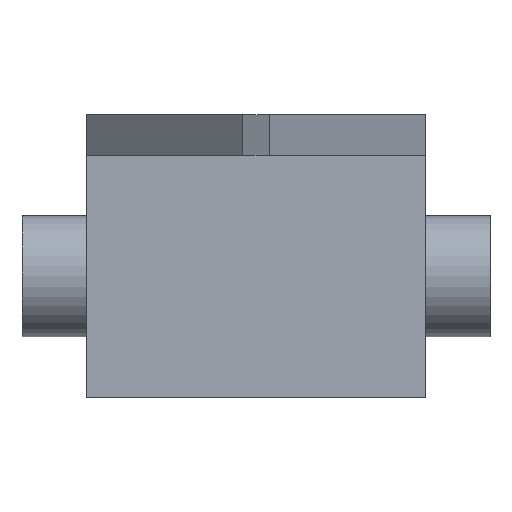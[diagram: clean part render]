
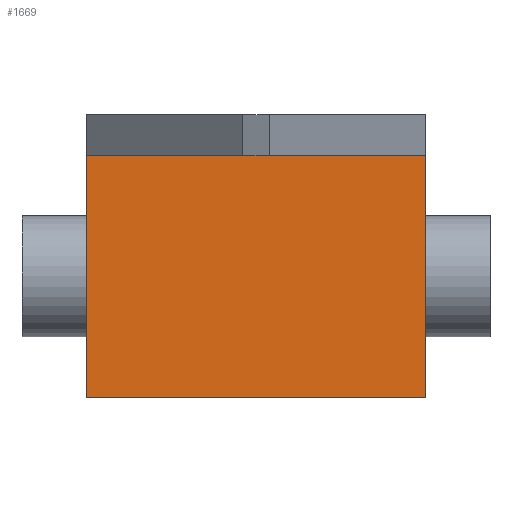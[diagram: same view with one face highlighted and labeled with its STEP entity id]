
A CAD part, left-side view. The second image highlights one B-rep face of the part: STEP entity #1669.
In plain terms, the highlighted planar face has unit normal (-1, 0, 0).
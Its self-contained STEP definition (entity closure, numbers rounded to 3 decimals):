
#17 = CARTESIAN_POINT ( 'NONE',  ( 0., 10.5, 0. ) ) ;
#140 = EDGE_CURVE ( 'NONE', #1646, #1343, #463, .T. ) ;
#190 = VECTOR ( 'NONE', #1551, 1000. ) ;
#198 = VECTOR ( 'NONE', #558, 1000. ) ;
#218 = CARTESIAN_POINT ( 'NONE',  ( 0., 10.5, 0. ) ) ;
#273 = VERTEX_POINT ( 'NONE', #1380 ) ;
#330 = VECTOR ( 'NONE', #1492, 1000. ) ;
#399 = LINE ( 'NONE', #1328, #330 ) ;
#434 = LINE ( 'NONE', #218, #198 ) ;
#463 = LINE ( 'NONE', #1026, #190 ) ;
#550 = DIRECTION ( 'NONE',  ( 0., 0., -1. ) ) ;
#558 = DIRECTION ( 'NONE',  ( 0., -1., 0. ) ) ;
#607 = ORIENTED_EDGE ( 'NONE', *, *, #140, .F. ) ;
#611 = ORIENTED_EDGE ( 'NONE', *, *, #859, .T. ) ;
#657 = EDGE_LOOP ( 'NONE', ( #774, #972, #611, #607 ) ) ;
#705 = DIRECTION ( 'NONE',  ( 0., 0., 1. ) ) ;
#774 = ORIENTED_EDGE ( 'NONE', *, *, #1609, .F. ) ;
#859 = EDGE_CURVE ( 'NONE', #1992, #1343, #434, .T. ) ;
#938 = VECTOR ( 'NONE', #550, 1000. ) ;
#972 = ORIENTED_EDGE ( 'NONE', *, *, #1387, .T. ) ;
#1026 = CARTESIAN_POINT ( 'NONE',  ( 0., -10.5, 15. ) ) ;
#1202 = PLANE ( 'NONE',  #1540 ) ;
#1327 = FACE_OUTER_BOUND ( 'NONE', #657, .T. ) ;
#1328 = CARTESIAN_POINT ( 'NONE',  ( 0., 10.5, 15. ) ) ;
#1343 = VERTEX_POINT ( 'NONE', #1672 ) ;
#1380 = CARTESIAN_POINT ( 'NONE',  ( 0., 10.5, 15. ) ) ;
#1385 = DIRECTION ( 'NONE',  ( -1., 0., 0. ) ) ;
#1387 = EDGE_CURVE ( 'NONE', #273, #1992, #1391, .T. ) ;
#1391 = LINE ( 'NONE', #1695, #938 ) ;
#1492 = DIRECTION ( 'NONE',  ( 0., -1., 0. ) ) ;
#1540 = AXIS2_PLACEMENT_3D ( 'NONE', #1547, #1385, #705 ) ;
#1547 = CARTESIAN_POINT ( 'NONE',  ( 0., 10.5, 15. ) ) ;
#1551 = DIRECTION ( 'NONE',  ( 0., 0., -1. ) ) ;
#1609 = EDGE_CURVE ( 'NONE', #273, #1646, #399, .T. ) ;
#1646 = VERTEX_POINT ( 'NONE', #1840 ) ;
#1669 = ADVANCED_FACE ( 'NONE', ( #1327 ), #1202, .T. ) ;
#1672 = CARTESIAN_POINT ( 'NONE',  ( 0., -10.5, 0. ) ) ;
#1695 = CARTESIAN_POINT ( 'NONE',  ( 0., 10.5, 15. ) ) ;
#1840 = CARTESIAN_POINT ( 'NONE',  ( 0., -10.5, 15. ) ) ;
#1992 = VERTEX_POINT ( 'NONE', #17 ) ;
